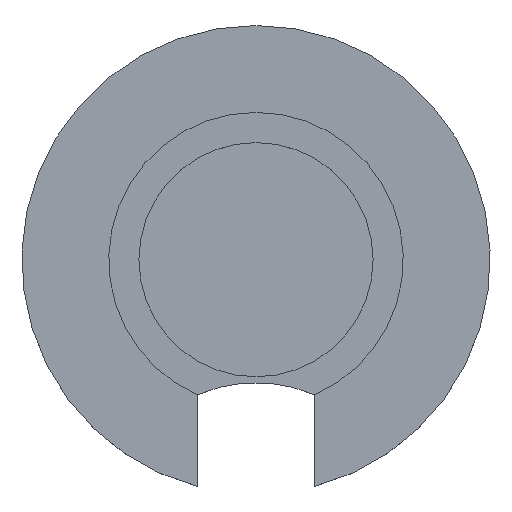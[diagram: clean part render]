
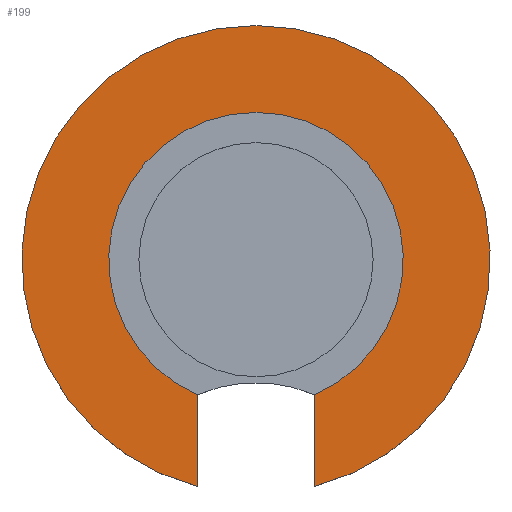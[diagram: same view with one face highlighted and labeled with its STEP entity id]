
A CAD part, top view. The second image highlights one B-rep face of the part: STEP entity #199.
In plain terms, the highlighted planar face has unit normal (0, 0, 1).
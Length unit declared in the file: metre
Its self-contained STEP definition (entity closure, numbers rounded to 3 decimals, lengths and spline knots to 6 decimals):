
#22=CIRCLE('',#229,0.08);
#23=CIRCLE('',#230,0.0503);
#36=ORIENTED_EDGE('',*,*,#90,.T.);
#37=ORIENTED_EDGE('',*,*,#91,.T.);
#38=ORIENTED_EDGE('',*,*,#92,.F.);
#39=ORIENTED_EDGE('',*,*,#93,.F.);
#90=EDGE_CURVE('',#117,#118,#22,.T.);
#91=EDGE_CURVE('',#118,#119,#132,.T.);
#92=EDGE_CURVE('',#120,#119,#23,.T.);
#93=EDGE_CURVE('',#117,#120,#133,.T.);
#117=VERTEX_POINT('',#328);
#118=VERTEX_POINT('',#329);
#119=VERTEX_POINT('',#331);
#120=VERTEX_POINT('',#333);
#132=LINE('',#330,#148);
#133=LINE('',#334,#149);
#148=VECTOR('',#266,1.);
#149=VECTOR('',#269,1.);
#161=EDGE_LOOP('',(#36,#37,#38,#39));
#176=FACE_BOUND('',#161,.T.);
#190=PLANE('',#228);
#199=ADVANCED_FACE('',(#176),#190,.T.);
#228=AXIS2_PLACEMENT_3D('',#326,#262,#263);
#229=AXIS2_PLACEMENT_3D('',#327,#264,#265);
#230=AXIS2_PLACEMENT_3D('',#332,#267,#268);
#262=DIRECTION('',(0.,0.,1.));
#263=DIRECTION('',(1.,0.,0.));
#264=DIRECTION('',(0.,0.,1.));
#265=DIRECTION('',(1.,0.,0.));
#266=DIRECTION('',(0.,1.,0.));
#267=DIRECTION('',(0.,0.,1.));
#268=DIRECTION('',(1.,0.,0.));
#269=DIRECTION('',(0.,1.,0.));
#326=CARTESIAN_POINT('',(0.,0.,0.013));
#327=CARTESIAN_POINT('',(0.,0.,0.013));
#328=CARTESIAN_POINT('',(0.02,-0.07746,0.013));
#329=CARTESIAN_POINT('',(-0.02,-0.07746,0.013));
#330=CARTESIAN_POINT('',(-0.02,-0.061806,0.013));
#331=CARTESIAN_POINT('',(-0.02,-0.046153,0.013));
#332=CARTESIAN_POINT('',(0.,0.,0.013));
#333=CARTESIAN_POINT('',(0.02,-0.046153,0.013));
#334=CARTESIAN_POINT('',(0.02,-0.061806,0.013));
